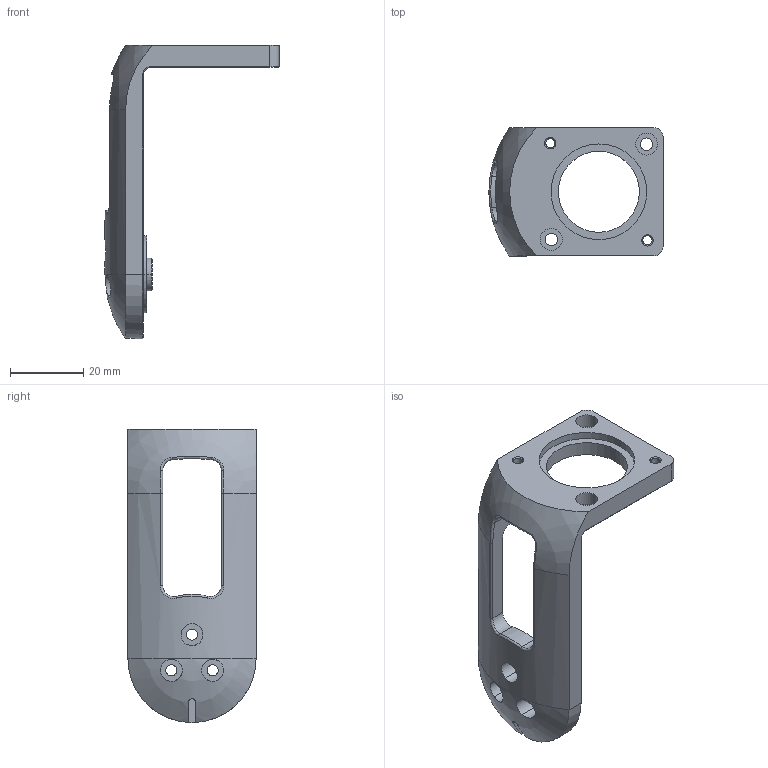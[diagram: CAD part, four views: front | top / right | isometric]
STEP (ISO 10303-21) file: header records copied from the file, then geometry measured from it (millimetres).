
FILE_DESCRIPTION (( 'STEP AP203' ), '1' );
FILE_NAME ('Dummy-0003.STEP_默认_sldprt.STEP', '2025-11-13T14:25:25', ( '' ), ( '' ), 'SwSTEP 2.0', 'SolidWorks 2020', '' );
FILE_SCHEMA (( 'CONFIG_CONTROL_DESIGN' ));
Length unit declared in the file: millimetre
Products named in the file (1): Dummy-0003.STEP_默认_sldprt
Bounding box: 47.5 x 35 x 80 mm (x, y, z)
Volume: 17986.3 mm3; surface area: 9721.8 mm2
Topology: 1 solids, 1 shells, 124 faces, 307 edges, 184 vertices
Faces by surface type: cylinder 59, plane 31, cone 17, sphere 8, bspline 6, torus 3
Entity records: 4382 total; most frequent: CARTESIAN_POINT 1319, DIRECTION 666, ORIENTED_EDGE 598, EDGE_CURVE 299, AXIS2_PLACEMENT_3D 267, VERTEX_POINT 183, CIRCLE 148, EDGE_LOOP 148
